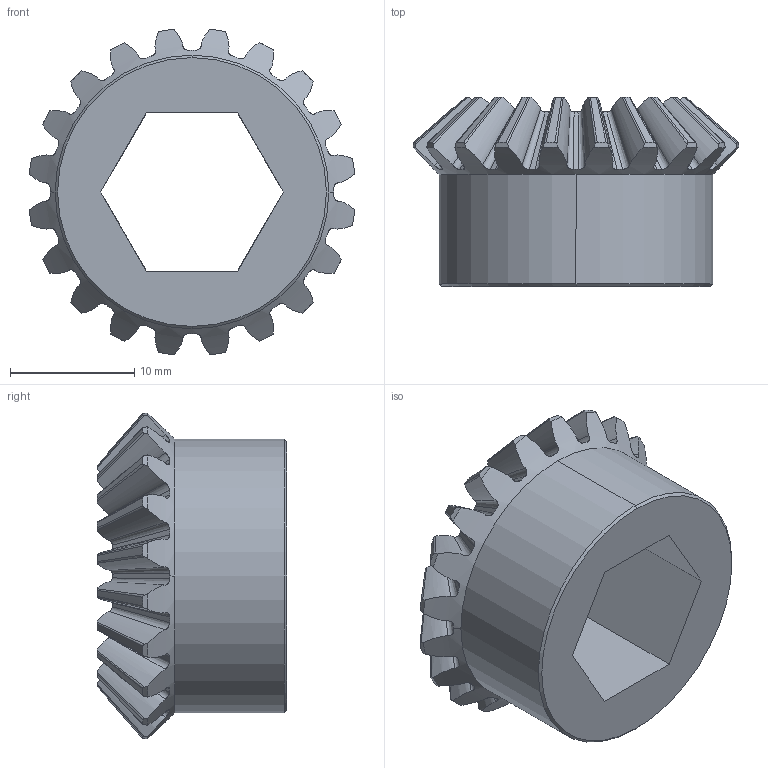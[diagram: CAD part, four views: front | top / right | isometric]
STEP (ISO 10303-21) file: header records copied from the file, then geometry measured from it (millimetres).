
FILE_DESCRIPTION (( 'STEP AP214' ), '1' );
FILE_NAME ('am-3772 1.25, 20T, 500 Hex Bore.STEP', '2024-08-07T16:02:13', ( '' ), ( '' ), 'SwSTEP 2.0', 'SolidWorks 2024', '' );
FILE_SCHEMA (( 'AUTOMOTIVE_DESIGN' ));
Length unit declared in the file: inch
Products named in the file (1): am-3772 1.25, 20T, 500 Hex Bore
Bounding box: 26.17 x 15.2 x 26.17 mm (x, y, z)
Volume: 3369 mm3; surface area: 2456.3 mm2
Topology: 1 solids, 1 shells, 215 faces, 640 edges, 426 vertices
Faces by surface type: bspline 140, plane 27, cone 26, cylinder 22
Entity records: 14841 total; most frequent: CARTESIAN_POINT 9990, ORIENTED_EDGE 1280, EDGE_CURVE 640, DIRECTION 588, VERTEX_POINT 426, B_SPLINE_CURVE_WITH_KNOTS 332, EDGE_LOOP 216, FACE_OUTER_BOUND 215
